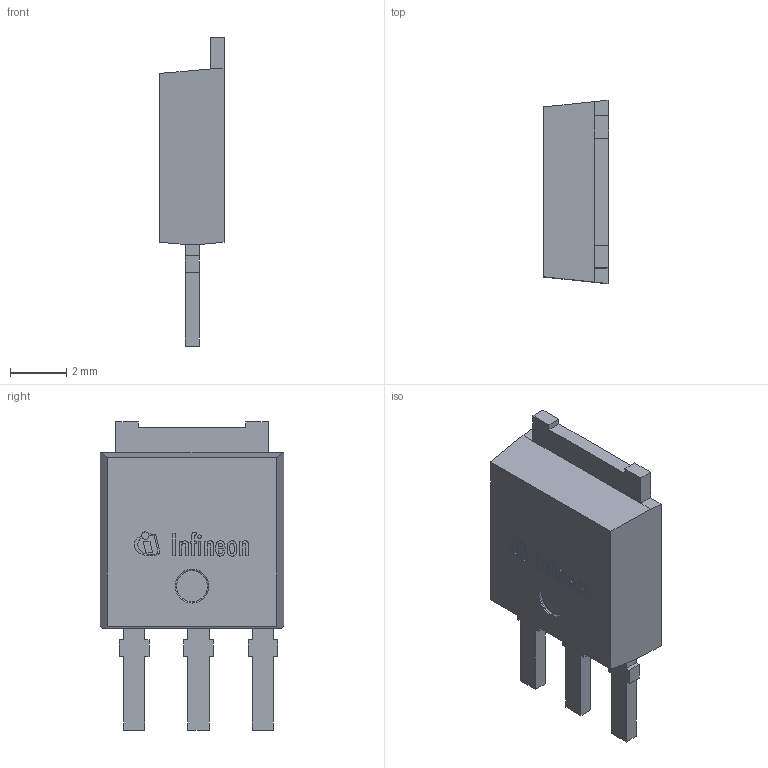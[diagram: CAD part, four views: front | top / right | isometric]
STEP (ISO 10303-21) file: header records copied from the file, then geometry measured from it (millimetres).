
FILE_DESCRIPTION(/* description */ (''),/* implementation_level */ '2;1');
FILE_NAME(/* name */ 'PG-TO251-3-11_Z8B00003037_V04_3D.stp',/* time_stamp */ '2024-08-19T11:10:48+05:30',/* author */ ('sivamani'),/* organization */ (''),/* preprocessor_version */ 'ST-DEVELOPER v19.2',/* originating_system */ 'AutoCAD Mechanical',/* authorisation */ '');
FILE_SCHEMA (('AUTOMOTIVE_DESIGN { 1 0 10303 214 3 1 1 }'));
Length unit declared in the file: millimetre
Products named in the file (1): Product
Bounding box: 2.31 x 6.5 x 10.92 mm (x, y, z)
Volume: 94.7 mm3; surface area: 234.8 mm2
Topology: 17 solids, 17 shells, 200 faces, 491 edges, 326 vertices
Faces by surface type: plane 174, bspline 18, cylinder 6, torus 2
Entity records: 6055 total; most frequent: CARTESIAN_POINT 1388, ORIENTED_EDGE 982, DIRECTION 837, EDGE_CURVE 491, LINE 439, VECTOR 439, VERTEX_POINT 326, EDGE_LOOP 205
